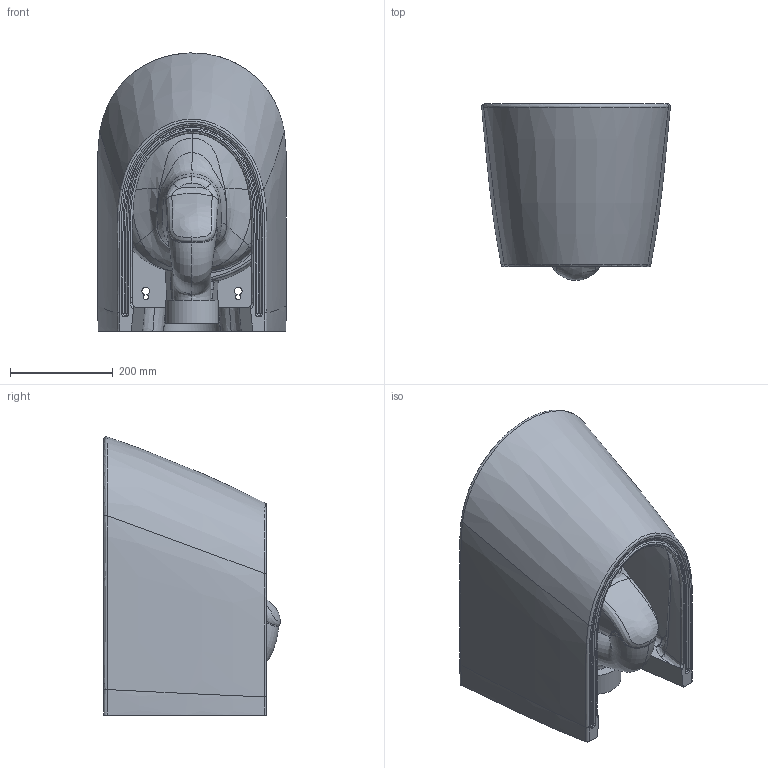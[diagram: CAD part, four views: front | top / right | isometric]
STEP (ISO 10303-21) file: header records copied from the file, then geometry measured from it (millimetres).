
FILE_DESCRIPTION((''),'2;1');
FILE_NAME('W384-PART-NEW','2021-01-27T10:08:42',('Administrator'),(''),'CREO PARAMETRIC BY PTC INC, 2018050','CREO PARAMETRIC BY PTC INC, 2018050','');
FILE_SCHEMA(('CONFIG_CONTROL_DESIGN'));
Products named in the file (1): W384-PART-NEW
Bounding box: 367.39 x 344 x 541.7 mm (x, y, z)
Volume: 11430206.8 mm3; surface area: 1758819.7 mm2
Topology: 1 solids, 1 shells, 543 faces, 1386 edges, 849 vertices
Faces by surface type: bspline 375, plane 64, cylinder 50, torus 16, cone 16, sphere 13, extrusion 9
Entity records: 57086 total; most frequent: CARTESIAN_POINT 47140, ORIENTED_EDGE 2768, EDGE_CURVE 1384, B_SPLINE_CURVE_WITH_KNOTS 1012, DIRECTION 928, VERTEX_POINT 849, EDGE_LOOP 561, FACE_OUTER_BOUND 543
